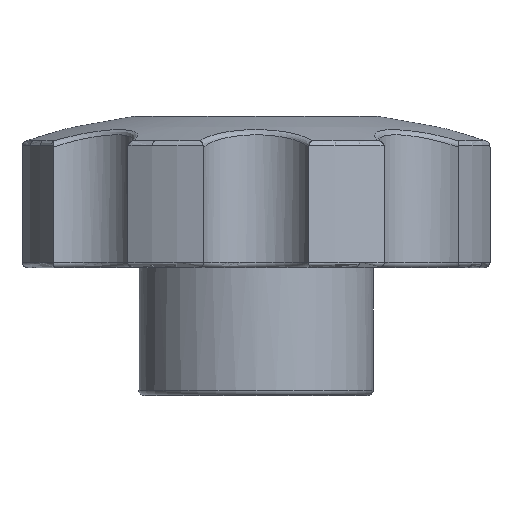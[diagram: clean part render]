
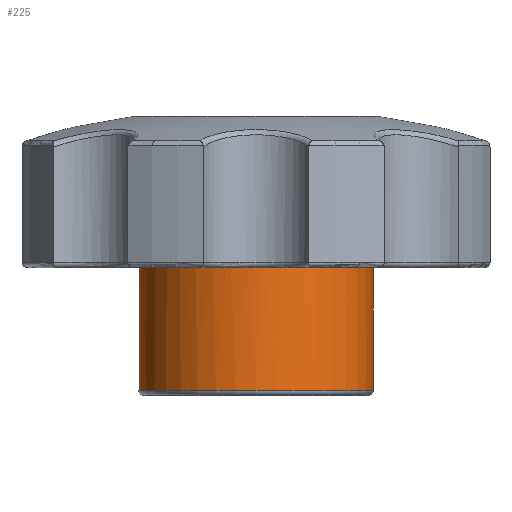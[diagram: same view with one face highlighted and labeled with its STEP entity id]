
A CAD part, front view. The second image highlights one B-rep face of the part: STEP entity #225.
In plain terms, the highlighted cylindrical face has radius 11 mm (diameter 22 mm), a full revolution.
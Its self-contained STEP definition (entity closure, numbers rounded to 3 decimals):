
#225 = ADVANCED_FACE( '', ( #479, #480 ), #481, .T. );
#479 = FACE_OUTER_BOUND( '', #2622, .T. );
#480 = FACE_OUTER_BOUND( '', #2623, .T. );
#481 = CYLINDRICAL_SURFACE( '', #2624, 11. );
#2622 = EDGE_LOOP( '', ( #3809 ) );
#2623 = EDGE_LOOP( '', ( #3810, #3811, #3812, #3813, #3814, #3815, #3816, #3817, #3818, #3819, #3820, #3821, #3822, #3823, #3824, #3825 ) );
#2624 = AXIS2_PLACEMENT_3D( '', #3826, #3827, #3828 );
#3809 = ORIENTED_EDGE( '', *, *, #4178, .T. );
#3810 = ORIENTED_EDGE( '', *, *, #4269, .F. );
#3811 = ORIENTED_EDGE( '', *, *, #4053, .T. );
#3812 = ORIENTED_EDGE( '', *, *, #4270, .F. );
#3813 = ORIENTED_EDGE( '', *, *, #4271, .T. );
#3814 = ORIENTED_EDGE( '', *, *, #4040, .F. );
#3815 = ORIENTED_EDGE( '', *, *, #4035, .T. );
#3816 = ORIENTED_EDGE( '', *, *, #4132, .F. );
#3817 = ORIENTED_EDGE( '', *, *, #4253, .T. );
#3818 = ORIENTED_EDGE( '', *, *, #4093, .F. );
#3819 = ORIENTED_EDGE( '', *, *, #4145, .T. );
#3820 = ORIENTED_EDGE( '', *, *, #4272, .F. );
#3821 = ORIENTED_EDGE( '', *, *, #4251, .T. );
#3822 = ORIENTED_EDGE( '', *, *, #4150, .F. );
#3823 = ORIENTED_EDGE( '', *, *, #4273, .T. );
#3824 = ORIENTED_EDGE( '', *, *, #4274, .F. );
#3825 = ORIENTED_EDGE( '', *, *, #4275, .T. );
#3826 = CARTESIAN_POINT( '', ( 0., 0., 25.7 ) );
#3827 = DIRECTION( '', ( 0., 0., -1. ) );
#3828 = DIRECTION( '', ( 1., 0., 0. ) );
#4035 = EDGE_CURVE( '', #4323, #4321, #4324, .F. );
#4040 = EDGE_CURVE( '', #4323, #4328, #4331, .T. );
#4053 = EDGE_CURVE( '', #4354, #4352, #4355, .F. );
#4093 = EDGE_CURVE( '', #4418, #4421, #4422, .T. );
#4132 = EDGE_CURVE( '', #4483, #4321, #4485, .T. );
#4145 = EDGE_CURVE( '', #4418, #4504, #4506, .F. );
#4150 = EDGE_CURVE( '', #4513, #4509, #4515, .T. );
#4178 = EDGE_CURVE( '', #4558, #4558, #4559, .T. );
#4251 = EDGE_CURVE( '', #4658, #4509, #4660, .T. );
#4253 = EDGE_CURVE( '', #4483, #4421, #4662, .T. );
#4269 = EDGE_CURVE( '', #4354, #4681, #4682, .T. );
#4270 = EDGE_CURVE( '', #4683, #4352, #4684, .T. );
#4271 = EDGE_CURVE( '', #4683, #4328, #4685, .T. );
#4272 = EDGE_CURVE( '', #4658, #4504, #4686, .T. );
#4273 = EDGE_CURVE( '', #4513, #4687, #4688, .F. );
#4274 = EDGE_CURVE( '', #4689, #4687, #4690, .T. );
#4275 = EDGE_CURVE( '', #4689, #4681, #4691, .T. );
#4321 = VERTEX_POINT( '', #4771 );
#4323 = VERTEX_POINT( '', #4774 );
#4324 = LINE( '', #4775, #4776 );
#4328 = VERTEX_POINT( '', #4786 );
#4331 = CIRCLE( '', #4795, 11. );
#4352 = VERTEX_POINT( '', #4931 );
#4354 = VERTEX_POINT( '', #4934 );
#4355 = LINE( '', #4935, #4936 );
#4418 = VERTEX_POINT( '', #5373 );
#4421 = VERTEX_POINT( '', #5382 );
#4422 = CIRCLE( '', #5383, 11. );
#4483 = VERTEX_POINT( '', #5818 );
#4485 = CIRCLE( '', #5821, 11. );
#4504 = VERTEX_POINT( '', #5892 );
#4506 = LINE( '', #5895, #5896 );
#4509 = VERTEX_POINT( '', #5899 );
#4513 = VERTEX_POINT( '', #5909 );
#4515 = CIRCLE( '', #5917, 11. );
#4558 = VERTEX_POINT( '', #6324 );
#4559 = CIRCLE( '', #6325, 11. );
#4658 = VERTEX_POINT( '', #7091 );
#4660 = LINE( '', #7094, #7095 );
#4662 = LINE( '', #7097, #7098 );
#4681 = VERTEX_POINT( '', #7125 );
#4682 = CIRCLE( '', #7126, 11. );
#4683 = VERTEX_POINT( '', #7127 );
#4684 = CIRCLE( '', #7128, 11. );
#4685 = LINE( '', #7129, #7130 );
#4686 = CIRCLE( '', #7131, 11. );
#4687 = VERTEX_POINT( '', #7132 );
#4688 = LINE( '', #7133, #7134 );
#4689 = VERTEX_POINT( '', #7135 );
#4690 = CIRCLE( '', #7136, 11. );
#4691 = LINE( '', #7137, #7138 );
#4771 = CARTESIAN_POINT( '', ( 10.971, 0.8, 12.725 ) );
#4774 = CARTESIAN_POINT( '', ( 10.971, 0.8, 15.927 ) );
#4775 = CARTESIAN_POINT( '', ( 10.971, 0.8, 25.7 ) );
#4776 = VECTOR( '', #7384, 1000. );
#4786 = CARTESIAN_POINT( '', ( 0.8, 10.971, 15.927 ) );
#4795 = AXIS2_PLACEMENT_3D( '', #7388, #7389, #7390 );
#4931 = CARTESIAN_POINT( '', ( -0.8, 10.971, 12.725 ) );
#4934 = CARTESIAN_POINT( '', ( -0.8, 10.971, 15.927 ) );
#4935 = CARTESIAN_POINT( '', ( -0.8, 10.971, 25.7 ) );
#4936 = VECTOR( '', #7403, 1000. );
#5373 = CARTESIAN_POINT( '', ( 0.8, -10.971, 15.927 ) );
#5382 = CARTESIAN_POINT( '', ( 10.971, -0.8, 15.927 ) );
#5383 = AXIS2_PLACEMENT_3D( '', #7446, #7447, #7448 );
#5818 = CARTESIAN_POINT( '', ( 10.971, -0.8, 12.725 ) );
#5821 = AXIS2_PLACEMENT_3D( '', #7484, #7485, #7486 );
#5892 = CARTESIAN_POINT( '', ( 0.8, -10.971, 12.725 ) );
#5895 = CARTESIAN_POINT( '', ( 0.8, -10.971, 25.7 ) );
#5896 = VECTOR( '', #7500, 1000. );
#5899 = CARTESIAN_POINT( '', ( -0.8, -10.971, 15.927 ) );
#5909 = CARTESIAN_POINT( '', ( -10.971, -0.8, 15.927 ) );
#5917 = AXIS2_PLACEMENT_3D( '', #7504, #7505, #7506 );
#6324 = CARTESIAN_POINT( '', ( 11., 0., 0.5 ) );
#6325 = AXIS2_PLACEMENT_3D( '', #7532, #7533, #7534 );
#7091 = CARTESIAN_POINT( '', ( -0.8, -10.971, 12.725 ) );
#7094 = CARTESIAN_POINT( '', ( -0.8, -10.971, 25.7 ) );
#7095 = VECTOR( '', #7604, 1000. );
#7097 = CARTESIAN_POINT( '', ( 10.971, -0.8, 25.7 ) );
#7098 = VECTOR( '', #7605, 1000. );
#7125 = CARTESIAN_POINT( '', ( -10.971, 0.8, 15.927 ) );
#7126 = AXIS2_PLACEMENT_3D( '', #7628, #7629, #7630 );
#7127 = CARTESIAN_POINT( '', ( 0.8, 10.971, 12.725 ) );
#7128 = AXIS2_PLACEMENT_3D( '', #7631, #7632, #7633 );
#7129 = CARTESIAN_POINT( '', ( 0.8, 10.971, 25.7 ) );
#7130 = VECTOR( '', #7634, 1000. );
#7131 = AXIS2_PLACEMENT_3D( '', #7635, #7636, #7637 );
#7132 = CARTESIAN_POINT( '', ( -10.971, -0.8, 12.725 ) );
#7133 = CARTESIAN_POINT( '', ( -10.971, -0.8, 25.7 ) );
#7134 = VECTOR( '', #7638, 1000. );
#7135 = CARTESIAN_POINT( '', ( -10.971, 0.8, 12.725 ) );
#7136 = AXIS2_PLACEMENT_3D( '', #7639, #7640, #7641 );
#7137 = CARTESIAN_POINT( '', ( -10.971, 0.8, 25.7 ) );
#7138 = VECTOR( '', #7642, 1000. );
#7384 = DIRECTION( '', ( 0., 0., 1. ) );
#7388 = CARTESIAN_POINT( '', ( 0., 0., 15.927 ) );
#7389 = DIRECTION( '', ( 0., 0., 1. ) );
#7390 = DIRECTION( '', ( 1., 0., 0. ) );
#7403 = DIRECTION( '', ( 0., 0., 1. ) );
#7446 = CARTESIAN_POINT( '', ( 0., 0., 15.927 ) );
#7447 = DIRECTION( '', ( 0., 0., 1. ) );
#7448 = DIRECTION( '', ( 1., 0., 0. ) );
#7484 = CARTESIAN_POINT( '', ( 0., 0., 12.725 ) );
#7485 = DIRECTION( '', ( 0., 0., 1. ) );
#7486 = DIRECTION( '', ( 1., 0., 0. ) );
#7500 = DIRECTION( '', ( 0., 0., 1. ) );
#7504 = CARTESIAN_POINT( '', ( 0., 0., 15.927 ) );
#7505 = DIRECTION( '', ( 0., 0., 1. ) );
#7506 = DIRECTION( '', ( 1., 0., 0. ) );
#7532 = CARTESIAN_POINT( '', ( 0., 0., 0.5 ) );
#7533 = DIRECTION( '', ( 0., 0., 1. ) );
#7534 = DIRECTION( '', ( 1., 0., 0. ) );
#7604 = DIRECTION( '', ( 0., 0., 1. ) );
#7605 = DIRECTION( '', ( 0., 0., 1. ) );
#7628 = CARTESIAN_POINT( '', ( 0., 0., 15.927 ) );
#7629 = DIRECTION( '', ( 0., 0., 1. ) );
#7630 = DIRECTION( '', ( 1., 0., 0. ) );
#7631 = CARTESIAN_POINT( '', ( 0., 0., 12.725 ) );
#7632 = DIRECTION( '', ( 0., 0., 1. ) );
#7633 = DIRECTION( '', ( 1., 0., 0. ) );
#7634 = DIRECTION( '', ( 0., 0., 1. ) );
#7635 = CARTESIAN_POINT( '', ( 0., 0., 12.725 ) );
#7636 = DIRECTION( '', ( 0., 0., 1. ) );
#7637 = DIRECTION( '', ( 1., 0., 0. ) );
#7638 = DIRECTION( '', ( 0., 0., 1. ) );
#7639 = CARTESIAN_POINT( '', ( 0., 0., 12.725 ) );
#7640 = DIRECTION( '', ( 0., 0., 1. ) );
#7641 = DIRECTION( '', ( 1., 0., 0. ) );
#7642 = DIRECTION( '', ( 0., 0., 1. ) );
